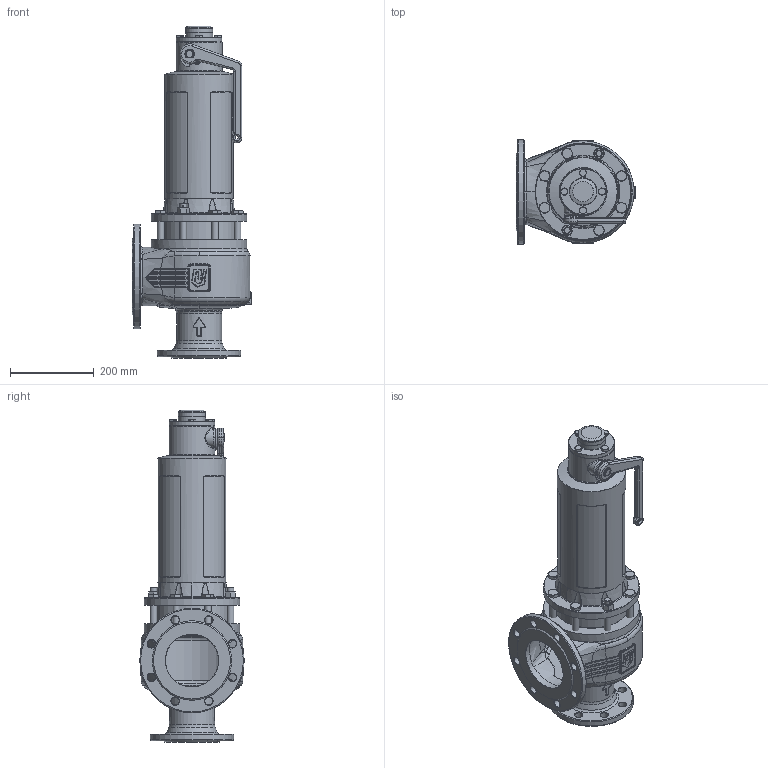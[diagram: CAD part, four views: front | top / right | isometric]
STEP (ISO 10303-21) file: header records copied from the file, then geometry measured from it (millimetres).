
FILE_DESCRIPTION(('HOOPS Exchange Step'),'2;1');
FILE_NAME('SF0612_DN80_80-125.stp','2025-06-27T13:35:17+02:00',('nieru'),('Unknown organisation'),'HOOPS Exchange 2024.2','HOOPS Exchange','Unknown authorisation');
FILE_SCHEMA( ('AP203_CONFIGURATION_CONTROLLED_3D_DESIGN_OF_MECHANICAL_PARTS_AND_ASSEMBLIES_MIM_LF') );
Length unit declared in the file: millimetre
Products named in the file (2): 0; root
Assembly tree (1 placements, depth 2):
  root
    0
Bounding box: 286 x 250 x 794.9 mm (x, y, z)
Volume: 13318111.4 mm3; surface area: 1064566.7 mm2
Topology: 25 solids, 25 shells, 1489 faces, 3703 edges, 2245 vertices
Faces by surface type: bspline 496, cylinder 346, plane 319, torus 188, cone 139, sphere 1
Full cylindrical faces by diameter (mm): 2 x2, 3 x1, 4.9 x1, 8 x1, 13.835 x2, 14.63 x4, 16 x10, 18.1 x1, 19 x16, 27.5 x1, 28 x1, 62.8 x1, 65 x3, 81.501 x1, 82 x1, 100.536 x1, 108 x1, 110 x2, 150 x1, 164 x1, 175 x1, 178 x1, 200 x1, 229 x2, 250 x1
Entity records: 124297 total; most frequent: CARTESIAN_POINT 92051, ORIENTED_EDGE 7260, DIRECTION 5639, EDGE_CURVE 3630, AXIS2_PLACEMENT_3D 2328, VERTEX_POINT 2245, EDGE_LOOP 1595, FACE_BOUND 1595
